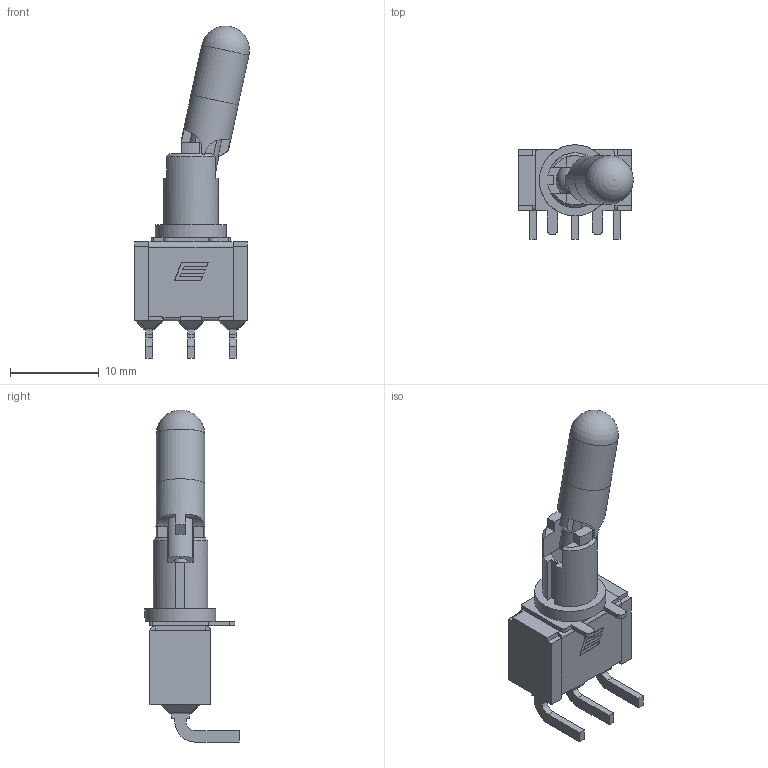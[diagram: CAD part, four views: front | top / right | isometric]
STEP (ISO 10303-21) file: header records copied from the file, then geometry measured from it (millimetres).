
FILE_DESCRIPTION(/* description */ (''),/* implementation_level */ '2;1');
FILE_NAME(/* name */ '100SPxK1B25M6xE.stp',/* time_stamp */ '2025-04-30T16:46:44-05:00',/* author */ ('mroman'),/* organization */ (''),/* preprocessor_version */ 'ST-DEVELOPER v18.1',/* originating_system */ 'Autodesk Inventor 2022',/* authorisation */ '');
FILE_SCHEMA (('AUTOMOTIVE_DESIGN { 1 0 10303 214 3 1 1 }'));
Length unit declared in the file: inch
Products named in the file (1): 100SPxK1B25M6xE
Bounding box: 12.93 x 10.6 x 37.38 mm (x, y, z)
Volume: 1383.8 mm3; surface area: 1405 mm2
Topology: 1 solids, 7 shells, 300 faces, 796 edges, 487 vertices
Faces by surface type: plane 216, cylinder 68, sphere 14, cone 2
Full cylindrical faces by diameter (mm): 1.5 x1, 4.2 x1, 5.44 x2, 8 x1
Entity records: 9319 total; most frequent: CARTESIAN_POINT 1831, ORIENTED_EDGE 1564, DIRECTION 1542, EDGE_CURVE 782, LINE 574, VECTOR 574, VERTEX_POINT 487, AXIS2_PLACEMENT_3D 484
